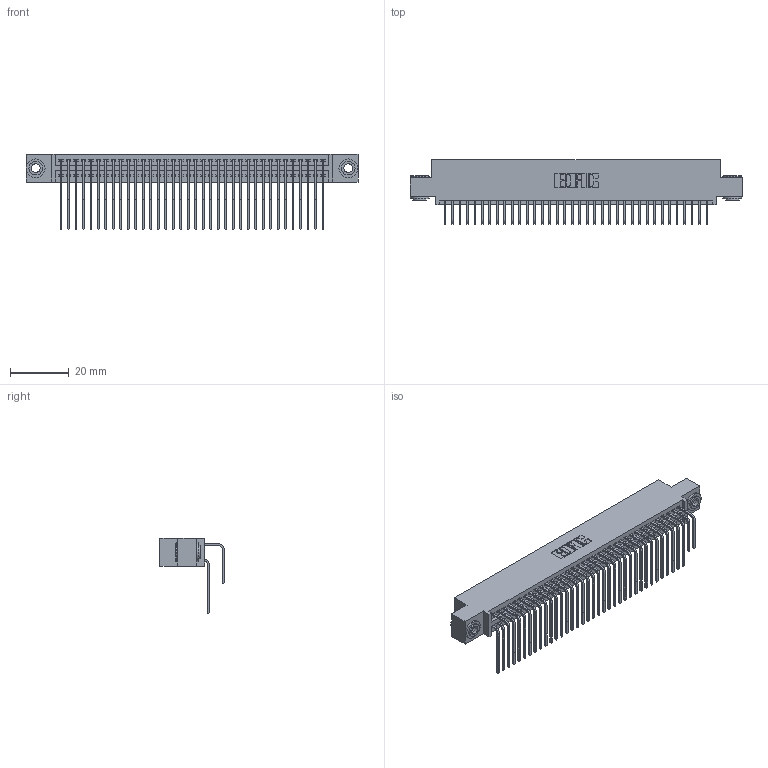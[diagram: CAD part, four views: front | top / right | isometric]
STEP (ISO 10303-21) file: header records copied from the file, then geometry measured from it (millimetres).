
FILE_DESCRIPTION (( 'STEP AP203' ), '1' );
FILE_NAME ('345-072-558-503.STEP', '2018-10-02T09:25:30', ( '' ), ( '' ), 'SwSTEP 2.0', 'SolidWorks 2016', '' );
FILE_SCHEMA (( 'CONFIG_CONTROL_DESIGN' ));
Length unit declared in the file: inch
Products named in the file (5): 345-250-002_345-250-002-102; 345 Part_0.110 Offset - 0.156 Dia-TH; 345-292-001_558 559 Tail - 1; 345-292-001_558 Tail - 2; 345-072-558-503
Assembly tree (75 placements, depth 2):
  345-072-558-503
    345 Part_0.110 Offset - 0.156 Dia-TH
    345-292-001_558 559 Tail - 1  x36
    345-292-001_558 Tail - 2  x36
    345-250-002_345-250-002-102  x2
Bounding box: 112.65 x 21.83 x 25.53 mm (x, y, z)
Volume: 11248.5 mm3; surface area: 18761.8 mm2
Topology: 75 solids, 75 shells, 3912 faces, 11589 edges, 7626 vertices
Faces by surface type: plane 2614, cylinder 1290, cone 8
Entity records: 31488 total; most frequent: CARTESIAN_POINT 5306, ORIENTED_EDGE 5182, DIRECTION 4689, EDGE_CURVE 2591, VECTOR 2251, LINE 2251, VERTEX_POINT 1722, AXIS2_PLACEMENT_3D 1219
